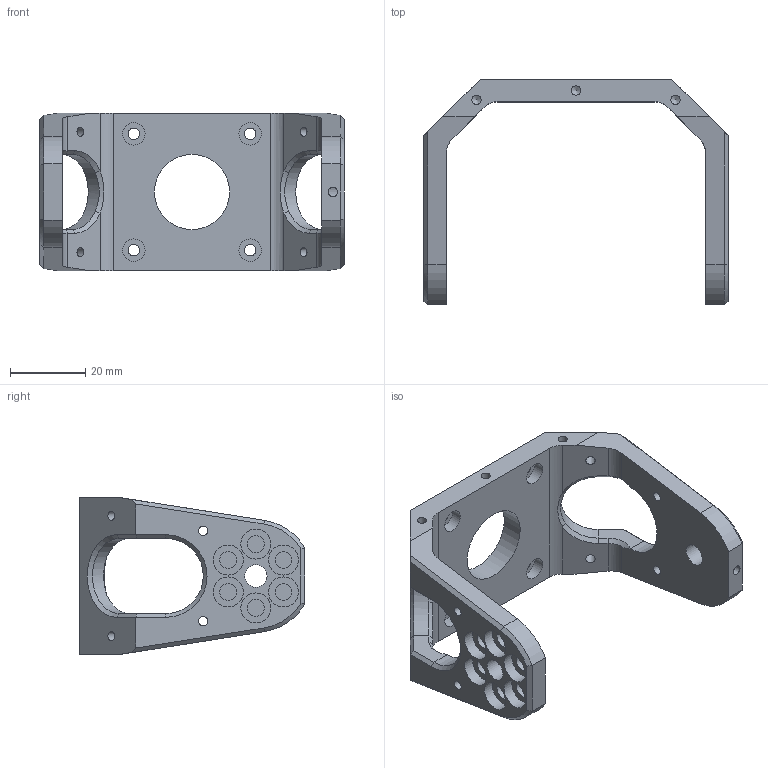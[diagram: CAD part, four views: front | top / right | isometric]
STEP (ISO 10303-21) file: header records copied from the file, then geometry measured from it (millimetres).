
FILE_DESCRIPTION(/* description */ ('STEP AP242','CAx-IF Rec.Pracs.---Representation and Presentation of Product Manufacturing Information (PMI)---4.0---2014-10-13','CAx-IF Rec.Pracs.---3D Tessellated Geometry---0.4---2014-09-14','2;1'),/* implementation_level */ '2;1');
FILE_NAME(/* name */ '65045f18ddf89d4b42d11b9f',/* time_stamp */ '2023-09-15T13:41:45Z',/* author */ (''),/* organization */ (''),/* preprocessor_version */ 'ST-DEVELOPER v19.4',/* originating_system */ ' ',/* authorisation */ ' ');
FILE_SCHEMA (('AP242_MANAGED_MODEL_BASED_3D_ENGINEERING_MIM_LF { 1 0 10303 442 1 1 4 }'));
Length unit declared in the file: metre
Products named in the file (1): Part 1
Bounding box: 81 x 60 x 42 mm (x, y, z)
Volume: 27234.5 mm3; surface area: 14974.7 mm2
Topology: 1 solids, 1 shells, 129 faces, 342 edges, 221 vertices
Faces by surface type: cylinder 52, plane 52, cone 23, bspline 2
Full cylindrical faces by diameter (mm): 2.5 x15, 3 x4, 4.5 x6, 6 x6, 8 x6, 20 x1
Entity records: 3841 total; most frequent: CARTESIAN_POINT 776, DIRECTION 634, ORIENTED_EDGE 546, EDGE_CURVE 273, AXIS2_PLACEMENT_3D 250, FACE_BOUND 234, EDGE_LOOP 228, VERTEX_POINT 203
